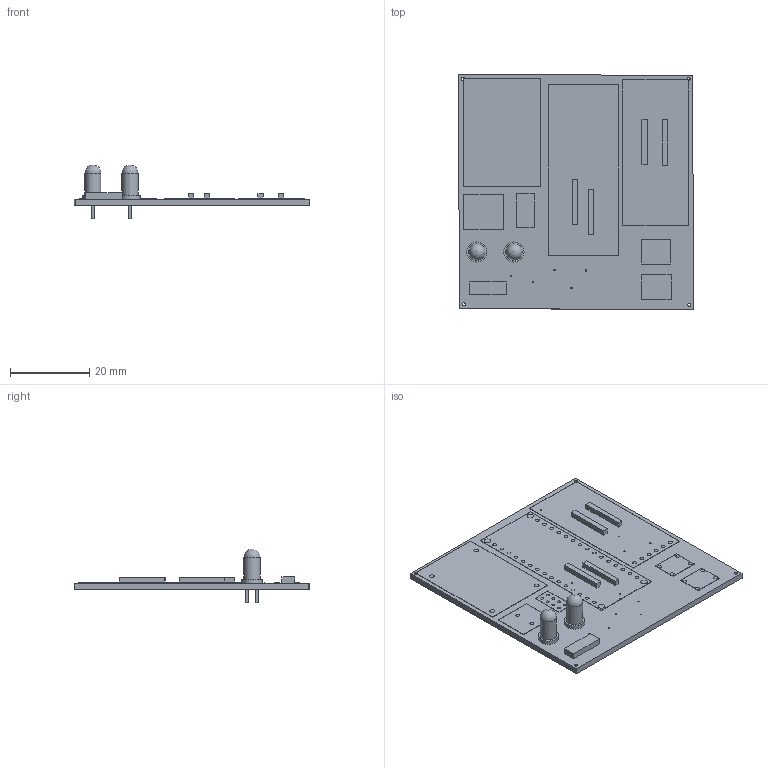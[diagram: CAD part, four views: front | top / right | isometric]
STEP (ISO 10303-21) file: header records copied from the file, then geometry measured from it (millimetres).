
FILE_DESCRIPTION(/* description */ (''),/* implementation_level */ '2;1');
FILE_NAME(/* name */ '3048956d-f769-4ebe-bf28-b5854aee3176.stp',/* time_stamp */ '2020-11-30T11:44:22+00:00',/* author */ (''),/* organization */ (''),/* preprocessor_version */ 'ST-DEVELOPER v18.1',/* originating_system */ 'Autodesk Translation Framework v9.7.1.1290',/* authorisation */ '');
FILE_SCHEMA (('AUTOMOTIVE_DESIGN { 1 0 10303 214 3 1 1 }'));
Length unit declared in the file: millimetre
Products named in the file (12): 3048956d-f769-4ebe-bf28-b5854aee3176; PCB Component; Board; WIRELESS-BLUETOOTH-HC-05; collection indicator; DTS-6; 330R; BATTERY-CHARGER-LI-5V; F-2X04-DIL-2MM_M; KRE-2P; 255SB; ARDUINO_NANO2
Assembly tree (16 placements, depth 3):
  3048956d-f769-4ebe-bf28-b5854aee3176
    PCB Component
      Board
      WIRELESS-BLUETOOTH-HC-05
      collection indicator  x2
      DTS-6  x2
      330R  x4
      BATTERY-CHARGER-LI-5V
      F-2X04-DIL-2MM_M
      KRE-2P
      255SB
      ARDUINO_NANO2
Bounding box: 59.39 x 59.18 x 13.6 mm (x, y, z)
Volume: 5968.8 mm3; surface area: 12650.9 mm2
Topology: 15 solids, 15 shells, 201 faces, 501 edges, 334 vertices
Faces by surface type: plane 102, cylinder 97, sphere 2
Full cylindrical faces by diameter (mm): 0.35 x12, 0.711 x8, 0.8 x4, 0.813 x12, 0.914 x30, 1 x16, 1.118 x3, 1.2 x4, 1.651 x4, 4.1 x2, 5.1 x2
Entity records: 5940 total; most frequent: DIRECTION 991, CARTESIAN_POINT 889, ORIENTED_EDGE 838, EDGE_CURVE 419, AXIS2_PLACEMENT_3D 382, EDGE_LOOP 351, VERTEX_POINT 280, LINE 227
